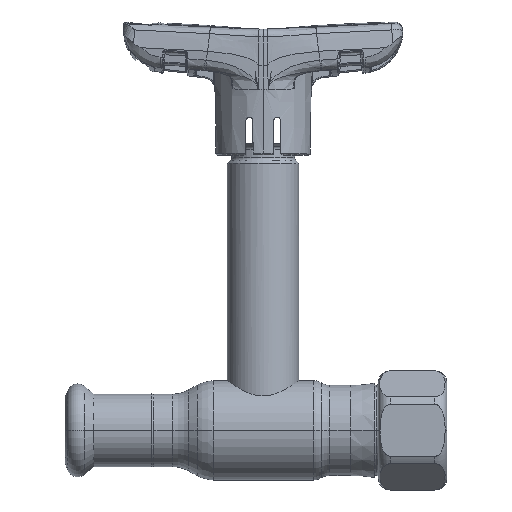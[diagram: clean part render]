
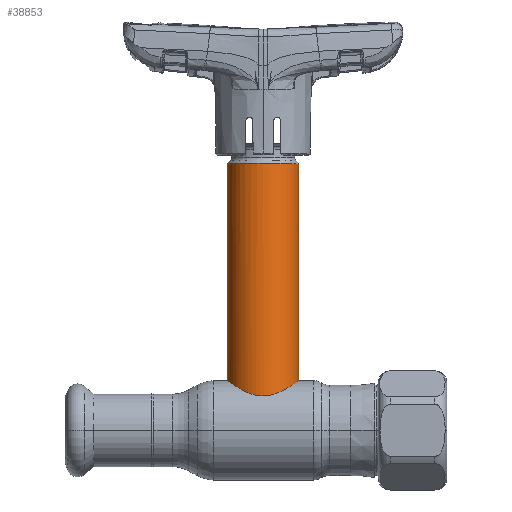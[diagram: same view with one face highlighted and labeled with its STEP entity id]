
A CAD part, top view. The second image highlights one B-rep face of the part: STEP entity #38853.
In plain terms, the highlighted cylindrical face has radius 9 mm (diameter 18 mm), a partial arc.
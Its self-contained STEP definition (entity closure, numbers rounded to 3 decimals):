
#491 = ORIENTED_EDGE ( 'NONE', *, *, #47048, .F. ) ;
#1373 = CARTESIAN_POINT ( 'NONE',  ( 7.096, 11.206, 5.543 ) ) ;
#2573 = VECTOR ( 'NONE', #30771, 1000. ) ;
#3749 = CARTESIAN_POINT ( 'NONE',  ( -9., 12.5, 0. ) ) ;
#3768 = VERTEX_POINT ( 'NONE', #3749 ) ;
#3815 = VERTEX_POINT ( 'NONE', #45597 ) ;
#5158 = CARTESIAN_POINT ( 'NONE',  ( 8.874, 12.409, 1.533 ) ) ;
#5734 = CARTESIAN_POINT ( 'NONE',  ( 1.225, 8.756, 8.921 ) ) ;
#6042 = AXIS2_PLACEMENT_3D ( 'NONE', #55211, #51152, #15274 ) ;
#6299 = CARTESIAN_POINT ( 'NONE',  ( 4.551, 9.793, 7.77 ) ) ;
#9480 = CARTESIAN_POINT ( 'NONE',  ( -6.736, 10.978, 5.996 ) ) ;
#9766 = CARTESIAN_POINT ( 'NONE',  ( 9., 12.5, 0. ) ) ;
#10059 = CARTESIAN_POINT ( 'NONE',  ( -0.611, 8.691, 8.985 ) ) ;
#10629 = CARTESIAN_POINT ( 'NONE',  ( -4.05, 9.561, 8.058 ) ) ;
#13554 = CARTESIAN_POINT ( 'NONE',  ( -8.494, 12.14, 2.992 ) ) ;
#13588 = EDGE_CURVE ( 'NONE', #47829, #3768, #20682, .T. ) ;
#14423 = CARTESIAN_POINT ( 'NONE',  ( -2.97, 9.165, 8.501 ) ) ;
#14724 = CARTESIAN_POINT ( 'NONE',  ( -5.487, 10.257, 7.156 ) ) ;
#14998 = CARTESIAN_POINT ( 'NONE',  ( -4.549, 9.787, 7.786 ) ) ;
#15274 = DIRECTION ( 'NONE',  ( -1., 0., 0. ) ) ;
#16577 = EDGE_CURVE ( 'NONE', #3768, #55150, #30593, .T. ) ;
#16795 = EDGE_CURVE ( 'NONE', #3815, #47829, #55338, .T. ) ;
#16842 = CARTESIAN_POINT ( 'NONE',  ( -9., 12.5, 0. ) ) ;
#17020 = LINE ( 'NONE', #31036, #2573 ) ;
#17039 = VECTOR ( 'NONE', #43120, 1000. ) ;
#19048 = CARTESIAN_POINT ( 'NONE',  ( -2.403, 8.997, 8.678 ) ) ;
#19339 = CARTESIAN_POINT ( 'NONE',  ( 0.617, 8.691, 8.984 ) ) ;
#20138 = CYLINDRICAL_SURFACE ( 'NONE', #23322, 9. ) ;
#20434 = DIRECTION ( 'NONE',  ( 0., -1., 0. ) ) ;
#20682 = LINE ( 'NONE', #38426, #17039 ) ;
#22294 = CARTESIAN_POINT ( 'NONE',  ( -8.676, 12.268, 2.414 ) ) ;
#22306 = EDGE_LOOP ( 'NONE', ( #491, #32013, #52101, #32510 ) ) ;
#23156 = CARTESIAN_POINT ( 'NONE',  ( 8.984, 12.489, 0.613 ) ) ;
#23269 = CARTESIAN_POINT ( 'NONE',  ( -9., 67.169, 0. ) ) ;
#23322 = AXIS2_PLACEMENT_3D ( 'NONE', #55719, #20434, #47243 ) ;
#23450 = CARTESIAN_POINT ( 'NONE',  ( 2.98, 9.159, 8.512 ) ) ;
#23734 = CARTESIAN_POINT ( 'NONE',  ( -8.156, 11.907, 3.816 ) ) ;
#24042 = CARTESIAN_POINT ( 'NONE',  ( 6.537, 10.861, 6.192 ) ) ;
#24527 = FACE_OUTER_BOUND ( 'NONE', #22306, .T. ) ;
#26680 = CARTESIAN_POINT ( 'NONE',  ( -8.752, 12.323, 2.119 ) ) ;
#26956 = CARTESIAN_POINT ( 'NONE',  ( -8.389, 12.068, 3.272 ) ) ;
#27241 = CARTESIAN_POINT ( 'NONE',  ( 2.419, 8.987, 8.69 ) ) ;
#27806 = CARTESIAN_POINT ( 'NONE',  ( -3.248, 9.26, 8.398 ) ) ;
#28373 = CARTESIAN_POINT ( 'NONE',  ( -2.114, 8.924, 8.753 ) ) ;
#30593 = B_SPLINE_CURVE_WITH_KNOTS ( 'NONE', 3,
 ( #16842, #34618, #31064, #26680, #22294, #13554, #26956, #23734, #36263, #31639, #49691, #49994, #9480, #54095, #14724, #14998, #10629, #27806, #14423, #19048, #28373, #50560, #32214, #10059, #45589, #37111, #19339, #5734, #46156, #27241, #23450, #54931, #49411, #6299, #41179, #45872, #45022, #24042, #32496, #1373, #32773, #36818, #54656, #40605, #31922, #5158, #53813, #23156, #54363, #9766 ),
 .UNSPECIFIED., .F., .F.,
 ( 4, 2, 2, 2, 2, 2, 2, 2, 2, 2, 2, 2, 2, 2, 2, 2, 2, 2, 2, 2, 2, 2, 2, 2, 4 ),
 ( 0., 0.002, 0.003, 0.004, 0.005, 0.006, 0.007, 0.009, 0.011, 0.012, 0.013, 0.014, 0.015, 0.016, 0.017, 0.018, 0.019, 0.02, 0.022, 0.023, 0.024, 0.026, 0.028, 0.028, 0.029 ),
 .UNSPECIFIED. ) ;
#30771 = DIRECTION ( 'NONE',  ( 0., -1., 0. ) ) ;
#31036 = CARTESIAN_POINT ( 'NONE',  ( 9., 0., 0. ) ) ;
#31064 = CARTESIAN_POINT ( 'NONE',  ( -8.936, 12.454, 1.228 ) ) ;
#31639 = CARTESIAN_POINT ( 'NONE',  ( -7.746, 11.629, 4.592 ) ) ;
#31922 = CARTESIAN_POINT ( 'NONE',  ( 8.688, 12.277, 2.426 ) ) ;
#32013 = ORIENTED_EDGE ( 'NONE', *, *, #16795, .T. ) ;
#32214 = CARTESIAN_POINT ( 'NONE',  ( -1.224, 8.755, 8.922 ) ) ;
#32496 = CARTESIAN_POINT ( 'NONE',  ( 6.731, 10.979, 5.981 ) ) ;
#32510 = ORIENTED_EDGE ( 'NONE', *, *, #16577, .T. ) ;
#32773 = CARTESIAN_POINT ( 'NONE',  ( 7.268, 11.316, 5.316 ) ) ;
#34618 = CARTESIAN_POINT ( 'NONE',  ( -9., 12.5, 0.621 ) ) ;
#36263 = CARTESIAN_POINT ( 'NONE',  ( -8.027, 11.819, 4.08 ) ) ;
#36818 = CARTESIAN_POINT ( 'NONE',  ( 7.753, 11.632, 4.607 ) ) ;
#37111 = CARTESIAN_POINT ( 'NONE',  ( 0.312, 8.675, 9. ) ) ;
#38426 = CARTESIAN_POINT ( 'NONE',  ( -9., 0., 0. ) ) ;
#38853 = ADVANCED_FACE ( 'NONE', ( #24527 ), #20138, .T. ) ;
#40605 = CARTESIAN_POINT ( 'NONE',  ( 8.506, 12.148, 3. ) ) ;
#41179 = CARTESIAN_POINT ( 'NONE',  ( 4.793, 9.909, 7.623 ) ) ;
#43120 = DIRECTION ( 'NONE',  ( 0., -1., 0. ) ) ;
#45022 = CARTESIAN_POINT ( 'NONE',  ( 5.931, 10.503, 6.794 ) ) ;
#45589 = CARTESIAN_POINT ( 'NONE',  ( -0.301, 8.674, 9. ) ) ;
#45597 = CARTESIAN_POINT ( 'NONE',  ( 9., 67.169, 0. ) ) ;
#45872 = CARTESIAN_POINT ( 'NONE',  ( 5.496, 10.261, 7.15 ) ) ;
#46156 = CARTESIAN_POINT ( 'NONE',  ( 1.53, 8.804, 8.874 ) ) ;
#47048 = EDGE_CURVE ( 'NONE', #3815, #55150, #17020, .T. ) ;
#47243 = DIRECTION ( 'NONE',  ( -1., 0., 0. ) ) ;
#47829 = VERTEX_POINT ( 'NONE', #23269 ) ;
#48168 = CARTESIAN_POINT ( 'NONE',  ( 9., 12.5, 0. ) ) ;
#49411 = CARTESIAN_POINT ( 'NONE',  ( 4.046, 9.569, 8.044 ) ) ;
#49691 = CARTESIAN_POINT ( 'NONE',  ( -7.592, 11.527, 4.842 ) ) ;
#49994 = CARTESIAN_POINT ( 'NONE',  ( -7.101, 11.208, 5.56 ) ) ;
#50560 = CARTESIAN_POINT ( 'NONE',  ( -1.525, 8.803, 8.875 ) ) ;
#51152 = DIRECTION ( 'NONE',  ( 0., -1., 0. ) ) ;
#52101 = ORIENTED_EDGE ( 'NONE', *, *, #13588, .T. ) ;
#53813 = CARTESIAN_POINT ( 'NONE',  ( 8.921, 12.443, 1.229 ) ) ;
#54095 = CARTESIAN_POINT ( 'NONE',  ( -5.93, 10.503, 6.793 ) ) ;
#54363 = CARTESIAN_POINT ( 'NONE',  ( 9., 12.5, 0.306 ) ) ;
#54656 = CARTESIAN_POINT ( 'NONE',  ( 8.034, 11.823, 4.099 ) ) ;
#54931 = CARTESIAN_POINT ( 'NONE',  ( 3.784, 9.461, 8.171 ) ) ;
#55150 = VERTEX_POINT ( 'NONE', #48168 ) ;
#55211 = CARTESIAN_POINT ( 'NONE',  ( 0., 67.169, 0. ) ) ;
#55338 = CIRCLE ( 'NONE', #6042, 9. ) ;
#55719 = CARTESIAN_POINT ( 'NONE',  ( 0., 0., 0. ) ) ;
